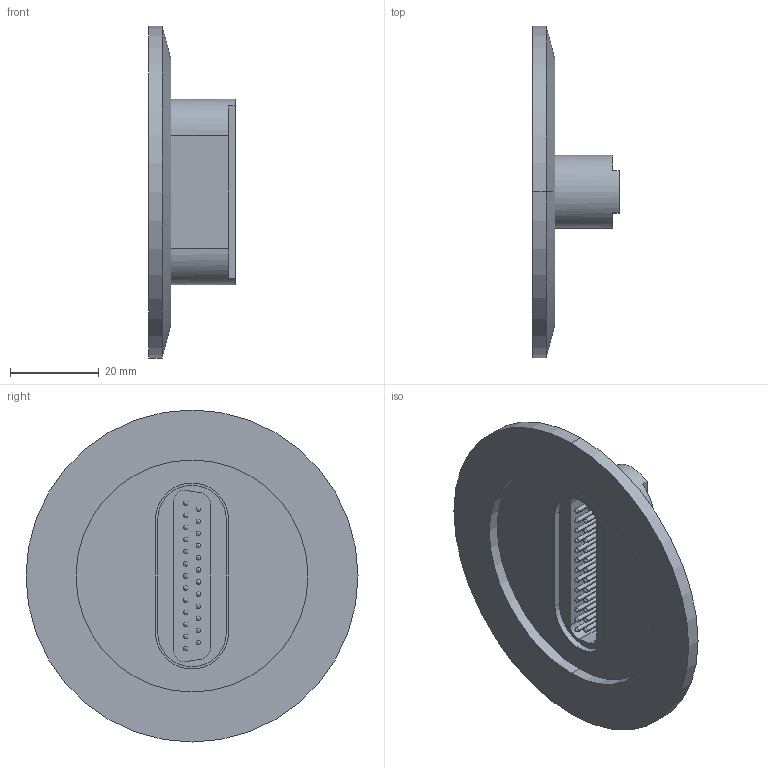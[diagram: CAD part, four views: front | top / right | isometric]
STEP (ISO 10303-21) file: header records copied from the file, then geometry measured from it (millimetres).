
FILE_DESCRIPTION (( 'STEP AP214' ), '1' );
FILE_NAME ('210-D25-K50.STEP', '2015-04-08T13:40:55', ( 'allectra' ), ( 'Microsoft' ), 'SwSTEP 2.0', 'SolidWorks 2014', '' );
FILE_SCHEMA (( 'AUTOMOTIVE_DESIGN' ));
Length unit declared in the file: millimetre
Products named in the file (5): 218-D25SMALL-SS_218-D25-SS; 9210-PIN-FENI_Pin vergoldet; 9218-D25SMALL-SS_25 pin 1mm; 9210-D25-K50_DN50 KF; 210-D25-K50
Assembly tree (28 placements, depth 3):
  210-D25-K50
    9210-D25-K50_DN50 KF
    218-D25SMALL-SS_218-D25-SS
      9218-D25SMALL-SS_25 pin 1mm
      9210-PIN-FENI_Pin vergoldet  x25
Bounding box: 19.5 x 75 x 75 mm (x, y, z)
Volume: 19200.6 mm3; surface area: 14765.3 mm2
Topology: 27 solids, 27 shells, 197 faces, 565 edges, 376 vertices
Faces by surface type: cylinder 119, sphere 50, plane 26, cone 2
Entity records: 3713 total; most frequent: DIRECTION 685, CARTESIAN_POINT 584, ORIENTED_EDGE 542, AXIS2_PLACEMENT_3D 281, EDGE_CURVE 271, VERTEX_POINT 180, EDGE_LOOP 157, CIRCLE 148
